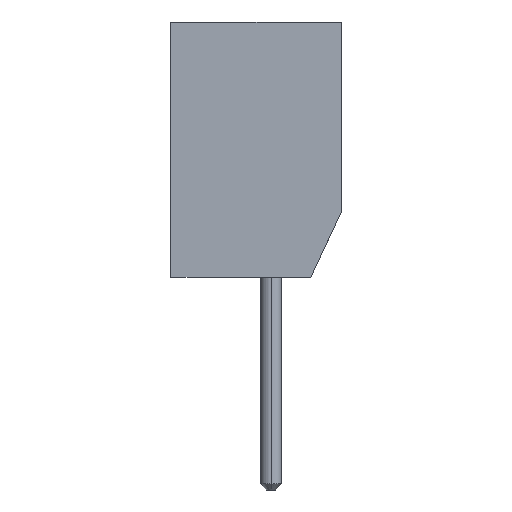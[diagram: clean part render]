
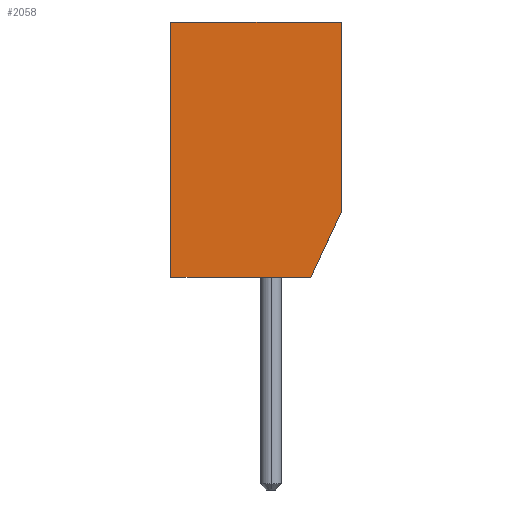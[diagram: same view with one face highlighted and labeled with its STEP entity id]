
A CAD part, left-side view. The second image highlights one B-rep face of the part: STEP entity #2058.
In plain terms, the highlighted planar face has unit normal (-1, 0, 0).
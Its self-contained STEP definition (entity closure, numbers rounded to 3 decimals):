
#32 = EDGE_CURVE ( 'NONE', #626, #259, #1960, .T. ) ;
#66 = VECTOR ( 'NONE', #1376, 1000. ) ;
#135 = DIRECTION ( 'NONE',  ( 0., 0., -1. ) ) ;
#209 = ORIENTED_EDGE ( 'NONE', *, *, #3483, .T. ) ;
#243 = CARTESIAN_POINT ( 'NONE',  ( -6.49, 2.8, 0. ) ) ;
#259 = VERTEX_POINT ( 'NONE', #2820 ) ;
#531 = DIRECTION ( 'NONE',  ( 0., 0., -1. ) ) ;
#626 = VERTEX_POINT ( 'NONE', #1116 ) ;
#931 = LINE ( 'NONE', #3103, #3221 ) ;
#960 = ORIENTED_EDGE ( 'NONE', *, *, #2925, .F. ) ;
#1020 = EDGE_CURVE ( 'NONE', #3958, #2053, #1094, .T. ) ;
#1021 = CARTESIAN_POINT ( 'NONE',  ( -6.49, -2.8, 8.4 ) ) ;
#1048 = PLANE ( 'NONE',  #3445 ) ;
#1064 = EDGE_CURVE ( 'NONE', #2322, #3958, #2755, .T. ) ;
#1094 = LINE ( 'NONE', #1439, #66 ) ;
#1116 = CARTESIAN_POINT ( 'NONE',  ( -6.49, -2.8, 8.4 ) ) ;
#1376 = DIRECTION ( 'NONE',  ( 0., -1., 0. ) ) ;
#1439 = CARTESIAN_POINT ( 'NONE',  ( -6.49, -2.8, 0. ) ) ;
#1643 = CARTESIAN_POINT ( 'NONE',  ( -6.49, -2.8, 2.145 ) ) ;
#1723 = CARTESIAN_POINT ( 'NONE',  ( -6.49, 2.8, 8.4 ) ) ;
#1960 = LINE ( 'NONE', #1021, #2563 ) ;
#1967 = DIRECTION ( 'NONE',  ( 0., 0., -1. ) ) ;
#2027 = ORIENTED_EDGE ( 'NONE', *, *, #1020, .T. ) ;
#2053 = VERTEX_POINT ( 'NONE', #2520 ) ;
#2058 = ADVANCED_FACE ( 'NONE', ( #3167 ), #1048, .F. ) ;
#2169 = DIRECTION ( 'NONE',  ( 0., -1., 0. ) ) ;
#2180 = ORIENTED_EDGE ( 'NONE', *, *, #32, .F. ) ;
#2229 = EDGE_LOOP ( 'NONE', ( #2027, #209, #2180, #960, #3583 ) ) ;
#2272 = CARTESIAN_POINT ( 'NONE',  ( -6.49, -2.8, 8.4 ) ) ;
#2322 = VERTEX_POINT ( 'NONE', #2968 ) ;
#2520 = CARTESIAN_POINT ( 'NONE',  ( -6.49, -1.8, 0. ) ) ;
#2550 = VECTOR ( 'NONE', #2881, 1000. ) ;
#2563 = VECTOR ( 'NONE', #135, 1000. ) ;
#2599 = DIRECTION ( 'NONE',  ( 1., 0., 0. ) ) ;
#2755 = LINE ( 'NONE', #1723, #3306 ) ;
#2820 = CARTESIAN_POINT ( 'NONE',  ( -6.49, -2.8, 2.145 ) ) ;
#2881 = DIRECTION ( 'NONE',  ( 0., -0.423, 0.906 ) ) ;
#2925 = EDGE_CURVE ( 'NONE', #2322, #626, #931, .T. ) ;
#2968 = CARTESIAN_POINT ( 'NONE',  ( -6.49, 2.8, 8.4 ) ) ;
#3103 = CARTESIAN_POINT ( 'NONE',  ( -6.49, -2.8, 8.4 ) ) ;
#3167 = FACE_OUTER_BOUND ( 'NONE', #2229, .T. ) ;
#3198 = LINE ( 'NONE', #1643, #2550 ) ;
#3221 = VECTOR ( 'NONE', #2169, 1000. ) ;
#3306 = VECTOR ( 'NONE', #531, 1000. ) ;
#3445 = AXIS2_PLACEMENT_3D ( 'NONE', #2272, #2599, #1967 ) ;
#3483 = EDGE_CURVE ( 'NONE', #2053, #259, #3198, .T. ) ;
#3583 = ORIENTED_EDGE ( 'NONE', *, *, #1064, .T. ) ;
#3958 = VERTEX_POINT ( 'NONE', #243 ) ;
